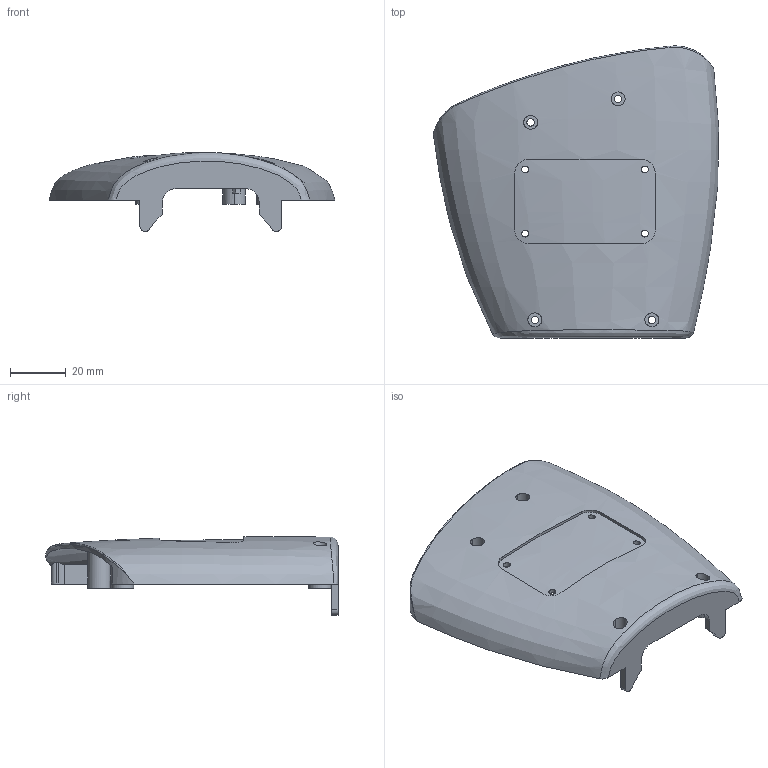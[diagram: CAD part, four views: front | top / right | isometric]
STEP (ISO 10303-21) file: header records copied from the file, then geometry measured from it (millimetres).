
FILE_DESCRIPTION (( 'STEP AP203' ), '1' );
FILE_NAME ('014L-top_shell软料1个.STEP', '2025-10-13T03:27:26', ( '' ), ( '' ), 'SwSTEP 2.0', 'SolidWorks 2024', '' );
FILE_SCHEMA (( 'CONFIG_CONTROL_DESIGN' ));
Length unit declared in the file: millimetre
Products named in the file (1): 014L-top_shell软料1个
Bounding box: 102.46 x 104.89 x 28.31 mm (x, y, z)
Volume: 25379.4 mm3; surface area: 26155.9 mm2
Topology: 1 solids, 1 shells, 148 faces, 413 edges, 270 vertices
Faces by surface type: cylinder 71, plane 49, bspline 28
Entity records: 12781 total; most frequent: CARTESIAN_POINT 9242, ORIENTED_EDGE 822, DIRECTION 571, EDGE_CURVE 411, VERTEX_POINT 270, AXIS2_PLACEMENT_3D 212, EDGE_LOOP 169, B_SPLINE_CURVE_WITH_KNOTS 164
